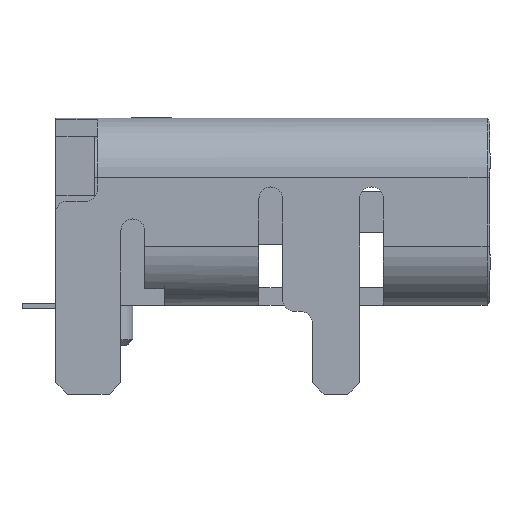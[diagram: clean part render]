
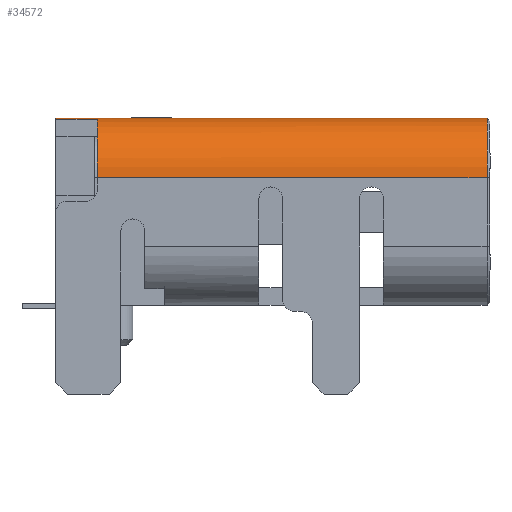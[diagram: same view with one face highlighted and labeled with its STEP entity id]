
A CAD part, left-side view. The second image highlights one B-rep face of the part: STEP entity #34572.
In plain terms, the highlighted cylindrical face has radius 1 mm (diameter 2 mm), a partial arc.
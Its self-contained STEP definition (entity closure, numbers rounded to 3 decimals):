
#25245 = PLANE('',#25246);
#25246 = AXIS2_PLACEMENT_3D('',#25247,#25248,#25249);
#25247 = CARTESIAN_POINT('',(0.,-1.3,
    3.16));
#25248 = DIRECTION('',(0.,0.,1.));
#25249 = DIRECTION('',(-1.,0.,0.));
#27623 = EDGE_CURVE('',#27624,#27626,#27628,.T.);
#27624 = VERTEX_POINT('',#27625);
#27625 = CARTESIAN_POINT('',(-3.47,2.365,
    3.16));
#27626 = VERTEX_POINT('',#27627);
#27627 = CARTESIAN_POINT('',(-3.47,-4.915,
    3.16));
#27628 = SURFACE_CURVE('',#27629,(#27633,#27640),.PCURVE_S1.);
#27629 = LINE('',#27630,#27631);
#27630 = CARTESIAN_POINT('',(-3.47,-4.965,
    3.16));
#27631 = VECTOR('',#27632,1.);
#27632 = DIRECTION('',(0.,-1.,0.));
#27633 = PCURVE('',#25245,#27634);
#27634 = DEFINITIONAL_REPRESENTATION('',(#27635),#27639);
#27635 = LINE('',#27636,#27637);
#27636 = CARTESIAN_POINT('',(3.47,3.665));
#27637 = VECTOR('',#27638,1.);
#27638 = DIRECTION('',(0.,1.));
#27639 = ( GEOMETRIC_REPRESENTATION_CONTEXT(2) 
PARAMETRIC_REPRESENTATION_CONTEXT() REPRESENTATION_CONTEXT('2D SPACE',''
  ) );
#27640 = PCURVE('',#27641,#27646);
#27641 = CYLINDRICAL_SURFACE('',#27642,1.);
#27642 = AXIS2_PLACEMENT_3D('',#27643,#27644,#27645);
#27643 = CARTESIAN_POINT('',(-3.47,-1.3,
    2.16));
#27644 = DIRECTION('',(0.,1.,0.));
#27645 = DIRECTION('',(-1.,0.,0.));
#27646 = DEFINITIONAL_REPRESENTATION('',(#27647),#27651);
#27647 = LINE('',#27648,#27649);
#27648 = CARTESIAN_POINT('',(1.571,-3.665));
#27649 = VECTOR('',#27650,1.);
#27650 = DIRECTION('',(0.,-1.));
#27651 = ( GEOMETRIC_REPRESENTATION_CONTEXT(2) 
PARAMETRIC_REPRESENTATION_CONTEXT() REPRESENTATION_CONTEXT('2D SPACE',''
  ) );
#28189 = PLANE('',#28190);
#28190 = AXIS2_PLACEMENT_3D('',#28191,#28192,#28193);
#28191 = CARTESIAN_POINT('',(4.47,2.365,
    3.16));
#28192 = DIRECTION('',(0.,-1.,0.));
#28193 = DIRECTION('',(0.,0.,1.));
#31971 = PLANE('',#31972);
#31972 = AXIS2_PLACEMENT_3D('',#31973,#31974,#31975);
#31973 = CARTESIAN_POINT('',(-4.17,1.665,-1.5));
#31974 = DIRECTION('',(0.,-1.,0.));
#31975 = DIRECTION('',(0.,0.,1.));
#31999 = PLANE('',#32000);
#32000 = AXIS2_PLACEMENT_3D('',#32001,#32002,#32003);
#32001 = CARTESIAN_POINT('',(-3.67,2.365,-1.5));
#32002 = DIRECTION('',(1.,0.,0.));
#32003 = DIRECTION('',(0.,-0.,1.));
#32676 = VERTEX_POINT('',#32677);
#32677 = CARTESIAN_POINT('',(-3.67,2.365,
    3.14));
#32698 = EDGE_CURVE('',#32676,#27624,#32699,.T.);
#32699 = SURFACE_CURVE('',#32700,(#32705,#32716),.PCURVE_S1.);
#32700 = CIRCLE('',#32701,1.);
#32701 = AXIS2_PLACEMENT_3D('',#32702,#32703,#32704);
#32702 = CARTESIAN_POINT('',(-3.47,2.365,
    2.16));
#32703 = DIRECTION('',(0.,1.,0.));
#32704 = DIRECTION('',(0.,0.,1.));
#32705 = PCURVE('',#28189,#32706);
#32706 = DEFINITIONAL_REPRESENTATION('',(#32707),#32715);
#32707 = ( BOUNDED_CURVE() B_SPLINE_CURVE(2,(#32708,#32709,#32710,#32711
    ,#32712,#32713,#32714),.UNSPECIFIED.,.T.,.F.) 
B_SPLINE_CURVE_WITH_KNOTS((1,2,2,2,2,1),(-2.094,0.,
    2.094,4.189,6.283,8.378),
.UNSPECIFIED.) CURVE() GEOMETRIC_REPRESENTATION_ITEM() 
RATIONAL_B_SPLINE_CURVE((1.,0.5,1.,0.5,1.,0.5,1.)) REPRESENTATION_ITEM(
  '') );
#32708 = CARTESIAN_POINT('',(0.,7.94));
#32709 = CARTESIAN_POINT('',(0.,6.208));
#32710 = CARTESIAN_POINT('',(-1.5,7.074));
#32711 = CARTESIAN_POINT('',(-3.,7.94));
#32712 = CARTESIAN_POINT('',(-1.5,8.806));
#32713 = CARTESIAN_POINT('',(0.,9.672));
#32714 = CARTESIAN_POINT('',(0.,7.94));
#32715 = ( GEOMETRIC_REPRESENTATION_CONTEXT(2) 
PARAMETRIC_REPRESENTATION_CONTEXT() REPRESENTATION_CONTEXT('2D SPACE',''
  ) );
#32716 = PCURVE('',#27641,#32717);
#32717 = DEFINITIONAL_REPRESENTATION('',(#32718),#32722);
#32718 = LINE('',#32719,#32720);
#32719 = CARTESIAN_POINT('',(-4.712,3.665));
#32720 = VECTOR('',#32721,1.);
#32721 = DIRECTION('',(1.,0.));
#32722 = ( GEOMETRIC_REPRESENTATION_CONTEXT(2) 
PARAMETRIC_REPRESENTATION_CONTEXT() REPRESENTATION_CONTEXT('2D SPACE',''
  ) );
#32738 = PLANE('',#32739);
#32739 = AXIS2_PLACEMENT_3D('',#32740,#32741,#32742);
#32740 = CARTESIAN_POINT('',(-4.47,-4.965,
    3.16));
#32741 = DIRECTION('',(1.,0.,0.));
#32742 = DIRECTION('',(0.,1.,0.));
#33107 = VERTEX_POINT('',#33108);
#33108 = CARTESIAN_POINT('',(-4.47,-4.915,
    2.16));
#33134 = EDGE_CURVE('',#33107,#33135,#33137,.T.);
#33135 = VERTEX_POINT('',#33136);
#33136 = CARTESIAN_POINT('',(-4.47,1.665,
    2.16));
#33137 = SURFACE_CURVE('',#33138,(#33142,#33149),.PCURVE_S1.);
#33138 = LINE('',#33139,#33140);
#33139 = CARTESIAN_POINT('',(-4.47,2.365,
    2.16));
#33140 = VECTOR('',#33141,1.);
#33141 = DIRECTION('',(0.,1.,0.));
#33142 = PCURVE('',#32738,#33143);
#33143 = DEFINITIONAL_REPRESENTATION('',(#33144),#33148);
#33144 = LINE('',#33145,#33146);
#33145 = CARTESIAN_POINT('',(7.33,-1.));
#33146 = VECTOR('',#33147,1.);
#33147 = DIRECTION('',(1.,0.));
#33148 = ( GEOMETRIC_REPRESENTATION_CONTEXT(2) 
PARAMETRIC_REPRESENTATION_CONTEXT() REPRESENTATION_CONTEXT('2D SPACE',''
  ) );
#33149 = PCURVE('',#27641,#33150);
#33150 = DEFINITIONAL_REPRESENTATION('',(#33151),#33155);
#33151 = LINE('',#33152,#33153);
#33152 = CARTESIAN_POINT('',(0.,3.665));
#33153 = VECTOR('',#33154,1.);
#33154 = DIRECTION('',(0.,1.));
#33155 = ( GEOMETRIC_REPRESENTATION_CONTEXT(2) 
PARAMETRIC_REPRESENTATION_CONTEXT() REPRESENTATION_CONTEXT('2D SPACE',''
  ) );
#34572 = ADVANCED_FACE('',(#34573),#27641,.T.);
#34573 = FACE_BOUND('',#34574,.T.);
#34574 = EDGE_LOOP('',(#34575,#34576,#34603,#34604,#34605,#34628));
#34575 = ORIENTED_EDGE('',*,*,#33134,.F.);
#34576 = ORIENTED_EDGE('',*,*,#34577,.T.);
#34577 = EDGE_CURVE('',#33107,#27626,#34578,.T.);
#34578 = SURFACE_CURVE('',#34579,(#34584,#34591),.PCURVE_S1.);
#34579 = CIRCLE('',#34580,1.);
#34580 = AXIS2_PLACEMENT_3D('',#34581,#34582,#34583);
#34581 = CARTESIAN_POINT('',(-3.47,-4.915,
    2.16));
#34582 = DIRECTION('',(0.,1.,0.));
#34583 = DIRECTION('',(0.,0.,-1.));
#34584 = PCURVE('',#27641,#34585);
#34585 = DEFINITIONAL_REPRESENTATION('',(#34586),#34590);
#34586 = LINE('',#34587,#34588);
#34587 = CARTESIAN_POINT('',(-1.571,-3.615));
#34588 = VECTOR('',#34589,1.);
#34589 = DIRECTION('',(1.,0.));
#34590 = ( GEOMETRIC_REPRESENTATION_CONTEXT(2) 
PARAMETRIC_REPRESENTATION_CONTEXT() REPRESENTATION_CONTEXT('2D SPACE',''
  ) );
#34591 = PCURVE('',#34592,#34597);
#34592 = CONICAL_SURFACE('',#34593,0.95,0.785);
#34593 = AXIS2_PLACEMENT_3D('',#34594,#34595,#34596);
#34594 = CARTESIAN_POINT('',(-3.47,-4.965,
    2.16));
#34595 = DIRECTION('',(0.,1.,0.));
#34596 = DIRECTION('',(0.,0.,-1.));
#34597 = DEFINITIONAL_REPRESENTATION('',(#34598),#34602);
#34598 = LINE('',#34599,#34600);
#34599 = CARTESIAN_POINT('',(0.,0.05));
#34600 = VECTOR('',#34601,1.);
#34601 = DIRECTION('',(1.,0.));
#34602 = ( GEOMETRIC_REPRESENTATION_CONTEXT(2) 
PARAMETRIC_REPRESENTATION_CONTEXT() REPRESENTATION_CONTEXT('2D SPACE',''
  ) );
#34603 = ORIENTED_EDGE('',*,*,#27623,.F.);
#34604 = ORIENTED_EDGE('',*,*,#32698,.F.);
#34605 = ORIENTED_EDGE('',*,*,#34606,.F.);
#34606 = EDGE_CURVE('',#34607,#32676,#34609,.T.);
#34607 = VERTEX_POINT('',#34608);
#34608 = CARTESIAN_POINT('',(-3.67,1.665,
    3.14));
#34609 = SURFACE_CURVE('',#34610,(#34614,#34621),.PCURVE_S1.);
#34610 = LINE('',#34611,#34612);
#34611 = CARTESIAN_POINT('',(-3.67,-1.3,
    3.14));
#34612 = VECTOR('',#34613,1.);
#34613 = DIRECTION('',(0.,1.,0.));
#34614 = PCURVE('',#27641,#34615);
#34615 = DEFINITIONAL_REPRESENTATION('',(#34616),#34620);
#34616 = LINE('',#34617,#34618);
#34617 = CARTESIAN_POINT('',(1.369,0.));
#34618 = VECTOR('',#34619,1.);
#34619 = DIRECTION('',(0.,1.));
#34620 = ( GEOMETRIC_REPRESENTATION_CONTEXT(2) 
PARAMETRIC_REPRESENTATION_CONTEXT() REPRESENTATION_CONTEXT('2D SPACE',''
  ) );
#34621 = PCURVE('',#31999,#34622);
#34622 = DEFINITIONAL_REPRESENTATION('',(#34623),#34627);
#34623 = LINE('',#34624,#34625);
#34624 = CARTESIAN_POINT('',(4.64,3.665));
#34625 = VECTOR('',#34626,1.);
#34626 = DIRECTION('',(0.,-1.));
#34627 = ( GEOMETRIC_REPRESENTATION_CONTEXT(2) 
PARAMETRIC_REPRESENTATION_CONTEXT() REPRESENTATION_CONTEXT('2D SPACE',''
  ) );
#34628 = ORIENTED_EDGE('',*,*,#34629,.F.);
#34629 = EDGE_CURVE('',#33135,#34607,#34630,.T.);
#34630 = SURFACE_CURVE('',#34631,(#34636,#34643),.PCURVE_S1.);
#34631 = CIRCLE('',#34632,1.);
#34632 = AXIS2_PLACEMENT_3D('',#34633,#34634,#34635);
#34633 = CARTESIAN_POINT('',(-3.47,1.665,
    2.16));
#34634 = DIRECTION('',(0.,1.,0.));
#34635 = DIRECTION('',(0.,0.,1.));
#34636 = PCURVE('',#27641,#34637);
#34637 = DEFINITIONAL_REPRESENTATION('',(#34638),#34642);
#34638 = LINE('',#34639,#34640);
#34639 = CARTESIAN_POINT('',(-4.712,2.965));
#34640 = VECTOR('',#34641,1.);
#34641 = DIRECTION('',(1.,0.));
#34642 = ( GEOMETRIC_REPRESENTATION_CONTEXT(2) 
PARAMETRIC_REPRESENTATION_CONTEXT() REPRESENTATION_CONTEXT('2D SPACE',''
  ) );
#34643 = PCURVE('',#31971,#34644);
#34644 = DEFINITIONAL_REPRESENTATION('',(#34645),#34653);
#34645 = ( BOUNDED_CURVE() B_SPLINE_CURVE(2,(#34646,#34647,#34648,#34649
    ,#34650,#34651,#34652),.UNSPECIFIED.,.T.,.F.) 
B_SPLINE_CURVE_WITH_KNOTS((1,2,2,2,2,1),(-2.094,0.,
    2.094,4.189,6.283,8.378),
.UNSPECIFIED.) CURVE() GEOMETRIC_REPRESENTATION_ITEM() 
RATIONAL_B_SPLINE_CURVE((1.,0.5,1.,0.5,1.,0.5,1.)) REPRESENTATION_ITEM(
  '') );
#34646 = CARTESIAN_POINT('',(4.66,-0.7));
#34647 = CARTESIAN_POINT('',(4.66,-2.432));
#34648 = CARTESIAN_POINT('',(3.16,-1.566));
#34649 = CARTESIAN_POINT('',(1.66,-0.7));
#34650 = CARTESIAN_POINT('',(3.16,0.166));
#34651 = CARTESIAN_POINT('',(4.66,1.032));
#34652 = CARTESIAN_POINT('',(4.66,-0.7));
#34653 = ( GEOMETRIC_REPRESENTATION_CONTEXT(2) 
PARAMETRIC_REPRESENTATION_CONTEXT() REPRESENTATION_CONTEXT('2D SPACE',''
  ) );
